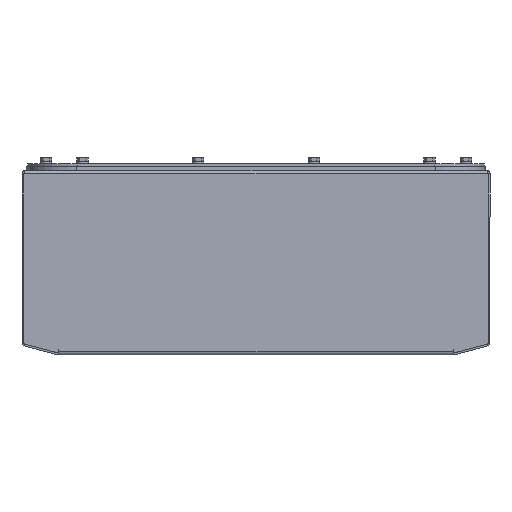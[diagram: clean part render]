
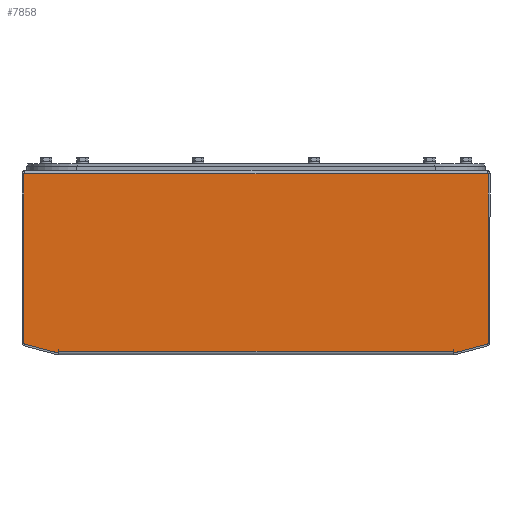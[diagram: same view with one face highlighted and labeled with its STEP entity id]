
A CAD part, front view. The second image highlights one B-rep face of the part: STEP entity #7858.
In plain terms, the highlighted planar face has unit normal (0, -1, 0).
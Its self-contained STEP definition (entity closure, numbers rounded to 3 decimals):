
#108 = LINE ( 'NONE', #36873, #6929 ) ;
#695 = VERTEX_POINT ( 'NONE', #33442 ) ;
#1887 = CARTESIAN_POINT ( 'NONE',  ( -160.105, -1.5, 4.411 ) ) ;
#1991 = ORIENTED_EDGE ( 'NONE', *, *, #23816, .F. ) ;
#2154 = VECTOR ( 'NONE', #10268, 1000. ) ;
#3101 = ORIENTED_EDGE ( 'NONE', *, *, #27371, .F. ) ;
#3363 = ORIENTED_EDGE ( 'NONE', *, *, #13652, .T. ) ;
#4098 = ORIENTED_EDGE ( 'NONE', *, *, #34512, .F. ) ;
#4306 = VERTEX_POINT ( 'NONE', #30480 ) ;
#4685 = DIRECTION ( 'NONE',  ( 0., 1., 0. ) ) ;
#4758 = CIRCLE ( 'NONE', #33952, 1.5 ) ;
#4766 = DIRECTION ( 'NONE',  ( -1., 0., 0. ) ) ;
#5848 = VERTEX_POINT ( 'NONE', #32427 ) ;
#6206 = VERTEX_POINT ( 'NONE', #13820 ) ;
#6404 = DIRECTION ( 'NONE',  ( 0., 0., 1. ) ) ;
#6529 = VERTEX_POINT ( 'NONE', #24099 ) ;
#6665 = VECTOR ( 'NONE', #20022, 1000. ) ;
#6929 = VECTOR ( 'NONE', #19453, 1000. ) ;
#7110 = DIRECTION ( 'NONE',  ( -0.966, 0., 0.259 ) ) ;
#7387 = CARTESIAN_POINT ( 'NONE',  ( 188.49, -1.5, 150. ) ) ;
#7488 = VERTEX_POINT ( 'NONE', #29599 ) ;
#7726 = CARTESIAN_POINT ( 'NONE',  ( 187.378, -1.5, 8.765 ) ) ;
#7817 = VERTEX_POINT ( 'NONE', #19555 ) ;
#7858 = ADVANCED_FACE ( 'NONE', ( #18007 ), #8069, .T. ) ;
#8021 = VECTOR ( 'NONE', #7110, 1000. ) ;
#8069 = PLANE ( 'NONE',  #28824 ) ;
#9979 = CARTESIAN_POINT ( 'NONE',  ( -160.605, -1.5, 1.591 ) ) ;
#10158 = DIRECTION ( 'NONE',  ( 0., 0., -1. ) ) ;
#10268 = DIRECTION ( 'NONE',  ( 0., 0., -1. ) ) ;
#10582 = CARTESIAN_POINT ( 'NONE',  ( -188.49, -1.5, 147. ) ) ;
#11489 = LINE ( 'NONE', #13858, #19267 ) ;
#11833 = LINE ( 'NONE', #33536, #19615 ) ;
#12457 = EDGE_CURVE ( 'NONE', #4306, #695, #36171, .T. ) ;
#12707 = ORIENTED_EDGE ( 'NONE', *, *, #16006, .F. ) ;
#13056 = DIRECTION ( 'NONE',  ( 0., 1., 0. ) ) ;
#13106 = CARTESIAN_POINT ( 'NONE',  ( 160.105, -1.5, 1.5 ) ) ;
#13145 = DIRECTION ( 'NONE',  ( -0.966, 0., -0.259 ) ) ;
#13245 = EDGE_CURVE ( 'NONE', #15513, #4306, #11489, .T. ) ;
#13310 = VECTOR ( 'NONE', #4766, 1000. ) ;
#13446 = ORIENTED_EDGE ( 'NONE', *, *, #27822, .F. ) ;
#13622 = VERTEX_POINT ( 'NONE', #27957 ) ;
#13652 = EDGE_CURVE ( 'NONE', #13622, #695, #108, .T. ) ;
#13689 = VECTOR ( 'NONE', #22599, 1000. ) ;
#13820 = CARTESIAN_POINT ( 'NONE',  ( -160.605, -1.5, 1.591 ) ) ;
#13849 = VECTOR ( 'NONE', #10158, 1000. ) ;
#13858 = CARTESIAN_POINT ( 'NONE',  ( 160.105, -1.5, 4.411 ) ) ;
#14166 = CIRCLE ( 'NONE', #17500, 1.5 ) ;
#15440 = ORIENTED_EDGE ( 'NONE', *, *, #13245, .F. ) ;
#15513 = VERTEX_POINT ( 'NONE', #34349 ) ;
#15884 = VERTEX_POINT ( 'NONE', #27824 ) ;
#16006 = EDGE_CURVE ( 'NONE', #20195, #15513, #36933, .T. ) ;
#16621 = DIRECTION ( 'NONE',  ( 0., -1., 0. ) ) ;
#16703 = LINE ( 'NONE', #9979, #8021 ) ;
#17086 = CARTESIAN_POINT ( 'NONE',  ( -160.605, -1.5, 4.411 ) ) ;
#17500 = AXIS2_PLACEMENT_3D ( 'NONE', #30490, #13056, #33430 ) ;
#17622 = LINE ( 'NONE', #7387, #2154 ) ;
#18007 = FACE_OUTER_BOUND ( 'NONE', #29943, .T. ) ;
#19267 = VECTOR ( 'NONE', #31299, 1000. ) ;
#19453 = DIRECTION ( 'NONE',  ( 1., 0., 0. ) ) ;
#19555 = CARTESIAN_POINT ( 'NONE',  ( -188.49, -1.5, 10.214 ) ) ;
#19615 = VECTOR ( 'NONE', #13145, 1000. ) ;
#19697 = CARTESIAN_POINT ( 'NONE',  ( 160.605, -1.5, 4.411 ) ) ;
#19791 = DIRECTION ( 'NONE',  ( 0., 0., -1. ) ) ;
#20022 = DIRECTION ( 'NONE',  ( 0., 0., -1. ) ) ;
#20195 = VERTEX_POINT ( 'NONE', #25179 ) ;
#20681 = EDGE_CURVE ( 'NONE', #30639, #20195, #11833, .T. ) ;
#20695 = VECTOR ( 'NONE', #6404, 1000. ) ;
#20766 = VECTOR ( 'NONE', #20934, 1000. ) ;
#20769 = ORIENTED_EDGE ( 'NONE', *, *, #26155, .F. ) ;
#20934 = DIRECTION ( 'NONE',  ( -1., 0., 0. ) ) ;
#21309 = CARTESIAN_POINT ( 'NONE',  ( -160.105, -1.5, 4.411 ) ) ;
#21499 = ORIENTED_EDGE ( 'NONE', *, *, #23028, .T. ) ;
#21788 = VECTOR ( 'NONE', #32299, 1000. ) ;
#22153 = CARTESIAN_POINT ( 'NONE',  ( 186.99, -1.5, 10.214 ) ) ;
#22599 = DIRECTION ( 'NONE',  ( 0., 0., 1. ) ) ;
#23028 = EDGE_CURVE ( 'NONE', #6529, #32529, #29400, .T. ) ;
#23042 = LINE ( 'NONE', #17086, #6665 ) ;
#23816 = EDGE_CURVE ( 'NONE', #7817, #32529, #31167, .T. ) ;
#24099 = CARTESIAN_POINT ( 'NONE',  ( 188.49, -1.5, 147. ) ) ;
#24581 = EDGE_CURVE ( 'NONE', #15884, #7817, #14166, .T. ) ;
#25072 = DIRECTION ( 'NONE',  ( 0., 0., -1. ) ) ;
#25119 = VERTEX_POINT ( 'NONE', #21309 ) ;
#25179 = CARTESIAN_POINT ( 'NONE',  ( 160.605, -1.5, 1.591 ) ) ;
#26155 = EDGE_CURVE ( 'NONE', #6529, #5848, #17622, .T. ) ;
#26564 = CARTESIAN_POINT ( 'NONE',  ( -160.105, -1.5, 1.5 ) ) ;
#26600 = EDGE_CURVE ( 'NONE', #6206, #15884, #16703, .T. ) ;
#27371 = EDGE_CURVE ( 'NONE', #7488, #6206, #23042, .T. ) ;
#27822 = EDGE_CURVE ( 'NONE', #5848, #30639, #4758, .T. ) ;
#27824 = CARTESIAN_POINT ( 'NONE',  ( -187.378, -1.5, 8.765 ) ) ;
#27957 = CARTESIAN_POINT ( 'NONE',  ( -160.105, -1.5, 3. ) ) ;
#28179 = ORIENTED_EDGE ( 'NONE', *, *, #30615, .F. ) ;
#28366 = ORIENTED_EDGE ( 'NONE', *, *, #24581, .F. ) ;
#28824 = AXIS2_PLACEMENT_3D ( 'NONE', #37232, #16621, #19791 ) ;
#29343 = ORIENTED_EDGE ( 'NONE', *, *, #12457, .F. ) ;
#29400 = LINE ( 'NONE', #32621, #20766 ) ;
#29551 = ORIENTED_EDGE ( 'NONE', *, *, #20681, .F. ) ;
#29599 = CARTESIAN_POINT ( 'NONE',  ( -160.605, -1.5, 4.411 ) ) ;
#29943 = EDGE_LOOP ( 'NONE', ( #20769, #21499, #1991, #28366, #33078, #3101, #28179, #4098, #3363, #29343, #15440, #12707, #29551, #13446 ) ) ;
#30407 = LINE ( 'NONE', #26564, #21788 ) ;
#30480 = CARTESIAN_POINT ( 'NONE',  ( 160.105, -1.5, 4.411 ) ) ;
#30490 = CARTESIAN_POINT ( 'NONE',  ( -186.99, -1.5, 10.214 ) ) ;
#30615 = EDGE_CURVE ( 'NONE', #25119, #7488, #36559, .T. ) ;
#30639 = VERTEX_POINT ( 'NONE', #7726 ) ;
#31167 = LINE ( 'NONE', #32594, #20695 ) ;
#31299 = DIRECTION ( 'NONE',  ( -1., 0., 0. ) ) ;
#32299 = DIRECTION ( 'NONE',  ( 0., 0., 1. ) ) ;
#32427 = CARTESIAN_POINT ( 'NONE',  ( 188.49, -1.5, 10.214 ) ) ;
#32529 = VERTEX_POINT ( 'NONE', #10582 ) ;
#32594 = CARTESIAN_POINT ( 'NONE',  ( -188.49, -1.5, 150. ) ) ;
#32621 = CARTESIAN_POINT ( 'NONE',  ( 188.49, -1.5, 147. ) ) ;
#33078 = ORIENTED_EDGE ( 'NONE', *, *, #26600, .F. ) ;
#33430 = DIRECTION ( 'NONE',  ( 0., 0., 1. ) ) ;
#33442 = CARTESIAN_POINT ( 'NONE',  ( 160.105, -1.5, 3. ) ) ;
#33536 = CARTESIAN_POINT ( 'NONE',  ( 160.605, -1.5, 1.591 ) ) ;
#33952 = AXIS2_PLACEMENT_3D ( 'NONE', #22153, #4685, #25072 ) ;
#34349 = CARTESIAN_POINT ( 'NONE',  ( 160.605, -1.5, 4.411 ) ) ;
#34512 = EDGE_CURVE ( 'NONE', #13622, #25119, #30407, .T. ) ;
#36171 = LINE ( 'NONE', #13106, #13849 ) ;
#36559 = LINE ( 'NONE', #1887, #13310 ) ;
#36873 = CARTESIAN_POINT ( 'NONE',  ( 186.99, -1.5, 3. ) ) ;
#36933 = LINE ( 'NONE', #19697, #13689 ) ;
#37232 = CARTESIAN_POINT ( 'NONE',  ( 186.99, -1.5, 10.214 ) ) ;
